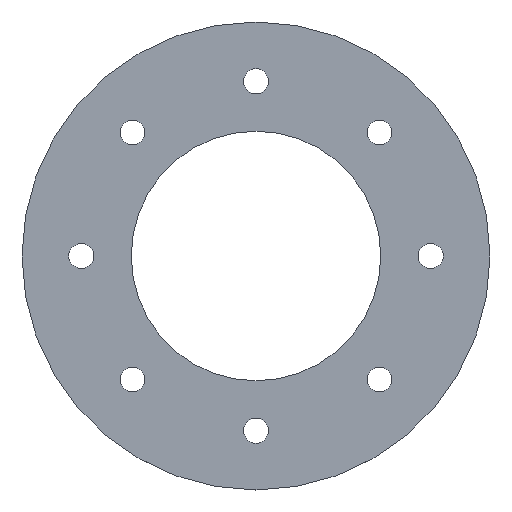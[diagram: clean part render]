
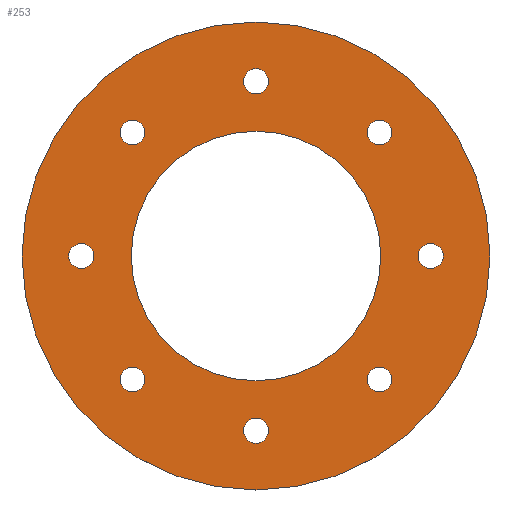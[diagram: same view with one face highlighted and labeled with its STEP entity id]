
A CAD part, top view. The second image highlights one B-rep face of the part: STEP entity #253.
In plain terms, the highlighted planar face has unit normal (0, 0, 1).
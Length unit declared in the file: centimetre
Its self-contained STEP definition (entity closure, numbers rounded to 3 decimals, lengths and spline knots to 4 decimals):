
#29=FACE_BOUND('',#73,.T.);
#30=FACE_BOUND('',#74,.T.);
#31=FACE_BOUND('',#75,.T.);
#32=FACE_BOUND('',#76,.T.);
#33=FACE_BOUND('',#77,.T.);
#34=FACE_BOUND('',#78,.T.);
#35=FACE_BOUND('',#79,.T.);
#36=FACE_BOUND('',#80,.T.);
#37=FACE_BOUND('',#81,.T.);
#39=PLANE('',#288);
#51=FACE_OUTER_BOUND('',#72,.T.);
#72=EDGE_LOOP('',(#222));
#73=EDGE_LOOP('',(#223));
#74=EDGE_LOOP('',(#224));
#75=EDGE_LOOP('',(#225));
#76=EDGE_LOOP('',(#226));
#77=EDGE_LOOP('',(#227));
#78=EDGE_LOOP('',(#228));
#79=EDGE_LOOP('',(#229));
#80=EDGE_LOOP('',(#230));
#81=EDGE_LOOP('',(#231));
#103=CIRCLE('',#259,8.);
#105=CIRCLE('',#262,8.);
#107=CIRCLE('',#265,8.);
#109=CIRCLE('',#268,8.);
#111=CIRCLE('',#271,8.);
#113=CIRCLE('',#274,8.);
#115=CIRCLE('',#277,8.);
#117=CIRCLE('',#280,8.);
#118=CIRCLE('',#282,80.);
#120=CIRCLE('',#285,150.);
#123=VERTEX_POINT('',#375);
#125=VERTEX_POINT('',#381);
#127=VERTEX_POINT('',#387);
#129=VERTEX_POINT('',#393);
#131=VERTEX_POINT('',#399);
#133=VERTEX_POINT('',#405);
#135=VERTEX_POINT('',#411);
#137=VERTEX_POINT('',#417);
#138=VERTEX_POINT('',#421);
#140=VERTEX_POINT('',#427);
#144=EDGE_CURVE('',#123,#123,#103,.T.);
#147=EDGE_CURVE('',#125,#125,#105,.T.);
#150=EDGE_CURVE('',#127,#127,#107,.T.);
#153=EDGE_CURVE('',#129,#129,#109,.T.);
#156=EDGE_CURVE('',#131,#131,#111,.T.);
#159=EDGE_CURVE('',#133,#133,#113,.T.);
#162=EDGE_CURVE('',#135,#135,#115,.T.);
#165=EDGE_CURVE('',#137,#137,#117,.T.);
#166=EDGE_CURVE('',#138,#138,#118,.T.);
#169=EDGE_CURVE('',#140,#140,#120,.T.);
#222=ORIENTED_EDGE('',*,*,#169,.T.);
#223=ORIENTED_EDGE('',*,*,#144,.T.);
#224=ORIENTED_EDGE('',*,*,#147,.T.);
#225=ORIENTED_EDGE('',*,*,#150,.T.);
#226=ORIENTED_EDGE('',*,*,#153,.T.);
#227=ORIENTED_EDGE('',*,*,#156,.T.);
#228=ORIENTED_EDGE('',*,*,#159,.T.);
#229=ORIENTED_EDGE('',*,*,#162,.T.);
#230=ORIENTED_EDGE('',*,*,#165,.T.);
#231=ORIENTED_EDGE('',*,*,#166,.T.);
#253=ADVANCED_FACE('',(#51,#29,#30,#31,#32,#33,#34,#35,#36,#37),#39,.T.);
#259=AXIS2_PLACEMENT_3D('',#377,#299,#300);
#262=AXIS2_PLACEMENT_3D('',#383,#306,#307);
#265=AXIS2_PLACEMENT_3D('',#389,#313,#314);
#268=AXIS2_PLACEMENT_3D('',#395,#320,#321);
#271=AXIS2_PLACEMENT_3D('',#401,#327,#328);
#274=AXIS2_PLACEMENT_3D('',#407,#334,#335);
#277=AXIS2_PLACEMENT_3D('',#413,#341,#342);
#280=AXIS2_PLACEMENT_3D('',#419,#348,#349);
#282=AXIS2_PLACEMENT_3D('',#422,#352,#353);
#285=AXIS2_PLACEMENT_3D('',#428,#359,#360);
#288=AXIS2_PLACEMENT_3D('',#433,#366,#367);
#299=DIRECTION('center_axis',(0.,0.,-1.));
#300=DIRECTION('ref_axis',(0.,-1.,0.));
#306=DIRECTION('center_axis',(0.,0.,-1.));
#307=DIRECTION('ref_axis',(-1.,0.,0.));
#313=DIRECTION('center_axis',(0.,0.,-1.));
#314=DIRECTION('ref_axis',(0.,1.,0.));
#320=DIRECTION('center_axis',(0.,0.,-1.));
#321=DIRECTION('ref_axis',(1.,0.,0.));
#327=DIRECTION('center_axis',(0.,0.,-1.));
#328=DIRECTION('ref_axis',(0.707,0.707,0.));
#334=DIRECTION('center_axis',(0.,0.,-1.));
#335=DIRECTION('ref_axis',(-0.707,0.707,0.));
#341=DIRECTION('center_axis',(0.,0.,-1.));
#342=DIRECTION('ref_axis',(-0.707,-0.707,0.));
#348=DIRECTION('center_axis',(0.,0.,-1.));
#349=DIRECTION('ref_axis',(0.707,-0.707,0.));
#352=DIRECTION('center_axis',(0.,0.,-1.));
#353=DIRECTION('ref_axis',(1.,0.,0.));
#359=DIRECTION('center_axis',(0.,0.,1.));
#360=DIRECTION('ref_axis',(1.,0.,0.));
#366=DIRECTION('center_axis',(0.,0.,1.));
#367=DIRECTION('ref_axis',(-0.707,0.707,0.));
#375=CARTESIAN_POINT('',(232.6192,412.189,2.));
#377=CARTESIAN_POINT('Origin',(232.6192,404.189,2.));
#381=CARTESIAN_POINT('',(352.6192,292.189,2.));
#383=CARTESIAN_POINT('Origin',(344.6192,292.189,2.));
#387=CARTESIAN_POINT('',(232.6192,172.189,2.));
#389=CARTESIAN_POINT('Origin',(232.6192,180.189,2.));
#393=CARTESIAN_POINT('',(112.6192,292.189,2.));
#395=CARTESIAN_POINT('Origin',(120.6192,292.189,2.));
#399=CARTESIAN_POINT('',(147.7663,207.3362,2.));
#401=CARTESIAN_POINT('Origin',(153.4232,212.993,2.));
#405=CARTESIAN_POINT('',(317.472,207.3362,2.));
#407=CARTESIAN_POINT('Origin',(311.8151,212.993,2.));
#411=CARTESIAN_POINT('',(317.472,377.0418,2.));
#413=CARTESIAN_POINT('Origin',(311.8151,371.3849,2.));
#417=CARTESIAN_POINT('',(147.7663,377.0418,2.));
#419=CARTESIAN_POINT('Origin',(153.4232,371.3849,2.));
#421=CARTESIAN_POINT('',(152.6192,292.189,2.));
#422=CARTESIAN_POINT('Origin',(232.6192,292.189,2.));
#427=CARTESIAN_POINT('',(382.6192,292.189,2.));
#428=CARTESIAN_POINT('Origin',(232.6192,292.189,2.));
#433=CARTESIAN_POINT('Origin',(310.4009,214.4072,2.));
